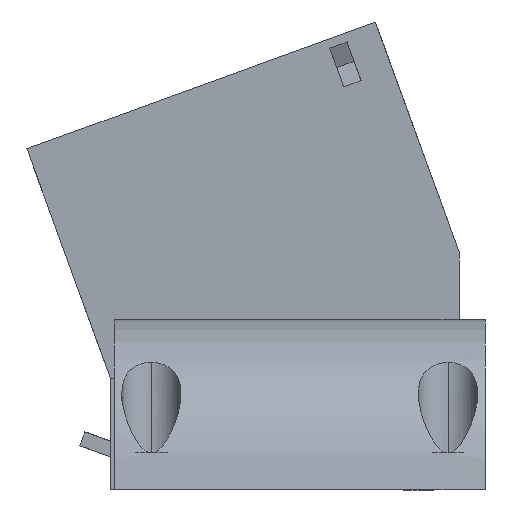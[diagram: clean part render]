
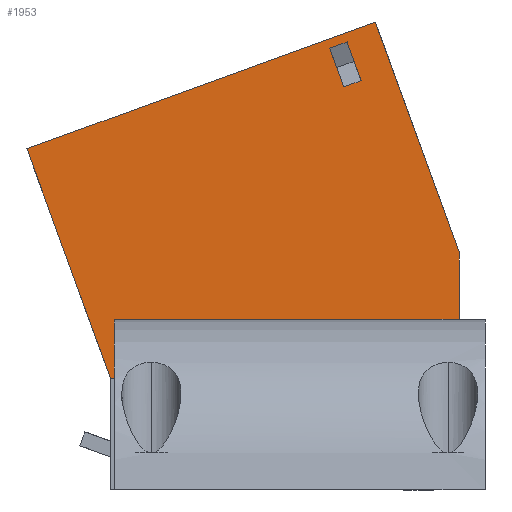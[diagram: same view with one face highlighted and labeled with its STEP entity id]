
A CAD part, left-side view. The second image highlights one B-rep face of the part: STEP entity #1953.
In plain terms, the highlighted planar face has unit normal (-1, 0, 0).
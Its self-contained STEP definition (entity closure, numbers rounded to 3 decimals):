
#75=FACE_BOUND('',#359,.T.);
#76=FACE_BOUND('',#360,.T.);
#138=PLANE('',#2146);
#226=FACE_OUTER_BOUND('',#358,.T.);
#358=EDGE_LOOP('',(#1552,#1553,#1554,#1555,#1556));
#359=EDGE_LOOP('',(#1557,#1558,#1559,#1560));
#360=EDGE_LOOP('',(#1561,#1562,#1563,#1564));
#485=LINE('',#2932,#673);
#495=LINE('',#2958,#683);
#514=LINE('',#3022,#702);
#519=LINE('',#3031,#707);
#538=LINE('',#3071,#726);
#541=LINE('',#3076,#729);
#549=LINE('',#3091,#737);
#550=LINE('',#3093,#738);
#551=LINE('',#3094,#739);
#552=LINE('',#3097,#740);
#553=LINE('',#3099,#741);
#554=LINE('',#3101,#742);
#555=LINE('',#3102,#743);
#673=VECTOR('',#2367,10.);
#683=VECTOR('',#2387,10.);
#702=VECTOR('',#2448,10.);
#707=VECTOR('',#2455,10.);
#726=VECTOR('',#2490,10.);
#729=VECTOR('',#2497,10.);
#737=VECTOR('',#2509,10.);
#738=VECTOR('',#2510,10.);
#739=VECTOR('',#2511,10.);
#740=VECTOR('',#2512,10.);
#741=VECTOR('',#2513,10.);
#742=VECTOR('',#2514,10.);
#743=VECTOR('',#2515,10.);
#933=VERTEX_POINT('',#2915);
#935=VERTEX_POINT('',#2931);
#945=VERTEX_POINT('',#2955);
#946=VERTEX_POINT('',#2957);
#969=VERTEX_POINT('',#3019);
#970=VERTEX_POINT('',#3021);
#973=VERTEX_POINT('',#3029);
#986=VERTEX_POINT('',#3070);
#992=VERTEX_POINT('',#3092);
#993=VERTEX_POINT('',#3095);
#994=VERTEX_POINT('',#3096);
#995=VERTEX_POINT('',#3098);
#996=VERTEX_POINT('',#3100);
#1123=EDGE_CURVE('',#933,#935,#485,.T.);
#1135=EDGE_CURVE('',#946,#945,#495,.T.);
#1166=EDGE_CURVE('',#969,#970,#514,.T.);
#1171=EDGE_CURVE('',#969,#973,#519,.T.);
#1190=EDGE_CURVE('',#986,#970,#538,.T.);
#1193=EDGE_CURVE('',#973,#986,#541,.T.);
#1201=EDGE_CURVE('',#946,#935,#549,.T.);
#1202=EDGE_CURVE('',#945,#992,#550,.T.);
#1203=EDGE_CURVE('',#933,#992,#551,.T.);
#1204=EDGE_CURVE('',#993,#994,#552,.T.);
#1205=EDGE_CURVE('',#993,#995,#553,.T.);
#1206=EDGE_CURVE('',#995,#996,#554,.T.);
#1207=EDGE_CURVE('',#996,#994,#555,.T.);
#1552=ORIENTED_EDGE('',*,*,#1201,.F.);
#1553=ORIENTED_EDGE('',*,*,#1135,.T.);
#1554=ORIENTED_EDGE('',*,*,#1202,.T.);
#1555=ORIENTED_EDGE('',*,*,#1203,.F.);
#1556=ORIENTED_EDGE('',*,*,#1123,.T.);
#1557=ORIENTED_EDGE('',*,*,#1204,.F.);
#1558=ORIENTED_EDGE('',*,*,#1205,.T.);
#1559=ORIENTED_EDGE('',*,*,#1206,.T.);
#1560=ORIENTED_EDGE('',*,*,#1207,.T.);
#1561=ORIENTED_EDGE('',*,*,#1166,.F.);
#1562=ORIENTED_EDGE('',*,*,#1171,.T.);
#1563=ORIENTED_EDGE('',*,*,#1193,.T.);
#1564=ORIENTED_EDGE('',*,*,#1190,.T.);
#1953=ADVANCED_FACE('',(#226,#75,#76),#138,.T.);
#2146=AXIS2_PLACEMENT_3D('',#3090,#2507,#2508);
#2367=DIRECTION('',(0.,-1.,0.));
#2387=DIRECTION('',(0.,0.342,0.94));
#2448=DIRECTION('',(0.,0.,1.));
#2455=DIRECTION('',(0.,1.,0.));
#2490=DIRECTION('',(0.,-1.,0.));
#2497=DIRECTION('',(0.,0.,1.));
#2507=DIRECTION('center_axis',(-1.,0.,0.));
#2508=DIRECTION('ref_axis',(0.,0.342,0.94));
#2509=DIRECTION('',(0.,0.,-1.));
#2510=DIRECTION('',(0.,0.94,-0.342));
#2511=DIRECTION('',(0.,0.342,0.94));
#2512=DIRECTION('',(0.,0.342,0.94));
#2513=DIRECTION('',(0.,0.94,-0.342));
#2514=DIRECTION('',(0.,0.342,0.94));
#2515=DIRECTION('',(0.,-0.94,0.342));
#2915=CARTESIAN_POINT('',(18.5,58.5,15.));
#2931=CARTESIAN_POINT('',(18.5,11.515,15.));
#2932=CARTESIAN_POINT('',(18.5,58.5,15.));
#2955=CARTESIAN_POINT('',(18.5,22.802,63.111));
#2957=CARTESIAN_POINT('',(18.5,11.515,32.101));
#2958=CARTESIAN_POINT('',(18.5,11.515,32.101));
#3019=CARTESIAN_POINT('',(18.5,16.015,16.229));
#3021=CARTESIAN_POINT('',(18.5,16.015,21.771));
#3022=CARTESIAN_POINT('',(18.5,16.015,16.229));
#3029=CARTESIAN_POINT('',(18.5,18.515,16.229));
#3031=CARTESIAN_POINT('',(18.5,11.515,16.229));
#3070=CARTESIAN_POINT('',(18.5,18.515,21.771));
#3071=CARTESIAN_POINT('',(18.5,11.515,21.771));
#3076=CARTESIAN_POINT('',(18.5,18.515,25.551));
#3090=CARTESIAN_POINT('Origin',(18.5,11.515,32.101));
#3091=CARTESIAN_POINT('',(18.5,11.515,32.101));
#3092=CARTESIAN_POINT('',(18.5,69.787,46.01));
#3093=CARTESIAN_POINT('',(18.5,22.802,63.111));
#3094=CARTESIAN_POINT('',(18.5,58.5,15.));
#3095=CARTESIAN_POINT('',(18.5,24.715,55.209));
#3096=CARTESIAN_POINT('',(18.5,26.61,60.417));
#3097=CARTESIAN_POINT('',(18.5,24.715,55.209));
#3098=CARTESIAN_POINT('',(18.5,27.064,54.354));
#3099=CARTESIAN_POINT('',(18.5,20.486,56.748));
#3100=CARTESIAN_POINT('',(18.5,28.96,59.562));
#3101=CARTESIAN_POINT('',(18.5,23.053,43.332));
#3102=CARTESIAN_POINT('',(18.5,22.382,61.956));
